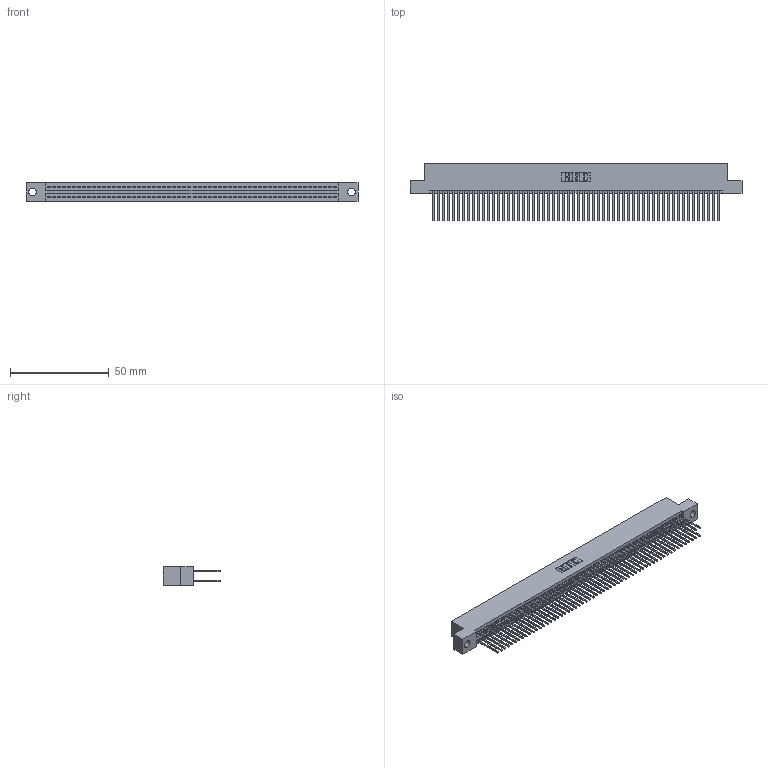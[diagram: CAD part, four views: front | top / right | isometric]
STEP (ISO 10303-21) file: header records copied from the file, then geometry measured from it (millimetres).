
FILE_DESCRIPTION (( 'STEP AP203' ), '1' );
FILE_NAME ('395-116-540-204.STEP', '2018-12-01T23:06:08', ( '' ), ( '' ), 'SwSTEP 2.0', 'SolidWorks 2016', '' );
FILE_SCHEMA (( 'CONFIG_CONTROL_DESIGN' ));
Length unit declared in the file: inch
Products named in the file (3): 345 Part_Flush Mounting Lugs - 0.156 Dia-TH; 395-116-540-204; 345-292-001_345-293-140
Assembly tree (117 placements, depth 2):
  395-116-540-204
    345 Part_Flush Mounting Lugs - 0.156 Dia-TH
    345-292-001_345-293-140  x116
Bounding box: 168.53 x 29.13 x 9.4 mm (x, y, z)
Volume: 16871.5 mm3; surface area: 27104.2 mm2
Topology: 117 solids, 117 shells, 5926 faces, 17625 edges, 11594 vertices
Faces by surface type: plane 3908, cylinder 2018
Entity records: 43375 total; most frequent: CARTESIAN_POINT 7256, ORIENTED_EDGE 7190, DIRECTION 6379, EDGE_CURVE 3595, VECTOR 3231, LINE 3231, VERTEX_POINT 2394, AXIS2_PLACEMENT_3D 1574
